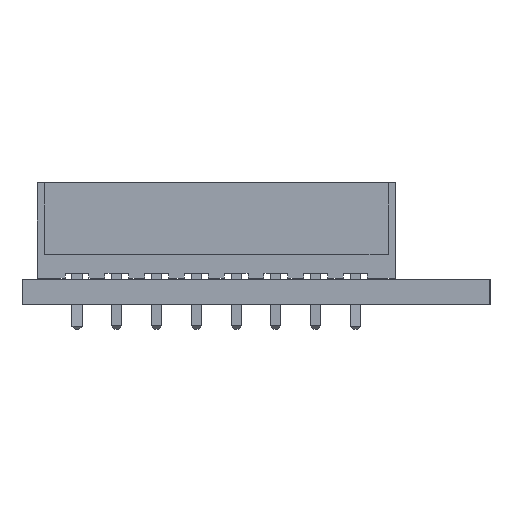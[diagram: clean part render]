
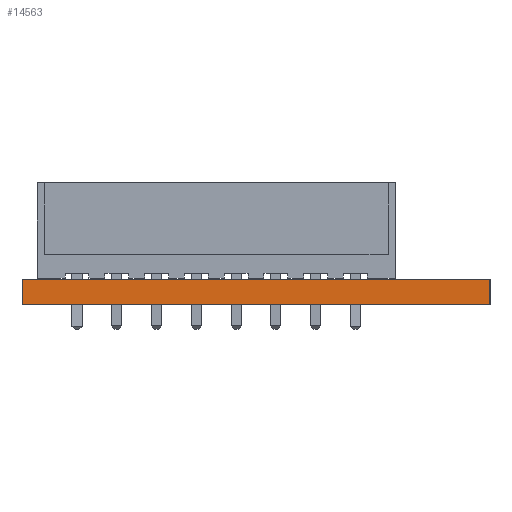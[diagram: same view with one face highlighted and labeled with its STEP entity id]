
A CAD part, left-side view. The second image highlights one B-rep face of the part: STEP entity #14563.
In plain terms, the highlighted planar face has unit normal (-1, 0, 0).
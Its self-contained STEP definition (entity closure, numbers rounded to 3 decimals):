
#14382 = PLANE('',#14383);
#14383 = AXIS2_PLACEMENT_3D('',#14384,#14385,#14386);
#14384 = CARTESIAN_POINT('',(211.77,-110.45,0.));
#14385 = DIRECTION('',(0.,-1.,0.));
#14386 = DIRECTION('',(-1.,0.,0.));
#14407 = VERTEX_POINT('',#14408);
#14408 = CARTESIAN_POINT('',(93.39,-110.45,1.6));
#14422 = PLANE('',#14423);
#14423 = AXIS2_PLACEMENT_3D('',#14424,#14425,#14426);
#14424 = CARTESIAN_POINT('',(152.58,-95.74,1.6));
#14425 = DIRECTION('',(-0.,-0.,-1.));
#14426 = DIRECTION('',(-1.,0.,0.));
#14434 = EDGE_CURVE('',#14435,#14407,#14437,.T.);
#14435 = VERTEX_POINT('',#14436);
#14436 = CARTESIAN_POINT('',(93.39,-110.45,0.));
#14437 = SURFACE_CURVE('',#14438,(#14442,#14449),.PCURVE_S1.);
#14438 = LINE('',#14439,#14440);
#14439 = CARTESIAN_POINT('',(93.39,-110.45,0.));
#14440 = VECTOR('',#14441,1.);
#14441 = DIRECTION('',(0.,0.,1.));
#14442 = PCURVE('',#14382,#14443);
#14443 = DEFINITIONAL_REPRESENTATION('',(#14444),#14448);
#14444 = LINE('',#14445,#14446);
#14445 = CARTESIAN_POINT('',(118.38,0.));
#14446 = VECTOR('',#14447,1.);
#14447 = DIRECTION('',(0.,-1.));
#14448 = ( GEOMETRIC_REPRESENTATION_CONTEXT(2) 
PARAMETRIC_REPRESENTATION_CONTEXT() REPRESENTATION_CONTEXT('2D SPACE',''
  ) );
#14449 = PCURVE('',#14450,#14455);
#14450 = PLANE('',#14451);
#14451 = AXIS2_PLACEMENT_3D('',#14452,#14453,#14454);
#14452 = CARTESIAN_POINT('',(93.39,-110.45,0.));
#14453 = DIRECTION('',(-1.,0.,0.));
#14454 = DIRECTION('',(0.,1.,0.));
#14455 = DEFINITIONAL_REPRESENTATION('',(#14456),#14460);
#14456 = LINE('',#14457,#14458);
#14457 = CARTESIAN_POINT('',(0.,0.));
#14458 = VECTOR('',#14459,1.);
#14459 = DIRECTION('',(0.,-1.));
#14460 = ( GEOMETRIC_REPRESENTATION_CONTEXT(2) 
PARAMETRIC_REPRESENTATION_CONTEXT() REPRESENTATION_CONTEXT('2D SPACE',''
  ) );
#14476 = PLANE('',#14477);
#14477 = AXIS2_PLACEMENT_3D('',#14478,#14479,#14480);
#14478 = CARTESIAN_POINT('',(152.58,-95.74,0.));
#14479 = DIRECTION('',(-0.,-0.,-1.));
#14480 = DIRECTION('',(-1.,0.,0.));
#14509 = PLANE('',#14510);
#14510 = AXIS2_PLACEMENT_3D('',#14511,#14512,#14513);
#14511 = CARTESIAN_POINT('',(93.39,-81.03,0.));
#14512 = DIRECTION('',(0.,1.,0.));
#14513 = DIRECTION('',(1.,0.,0.));
#14563 = ADVANCED_FACE('',(#14564),#14450,.T.);
#14564 = FACE_BOUND('',#14565,.T.);
#14565 = EDGE_LOOP('',(#14566,#14567,#14590,#14613));
#14566 = ORIENTED_EDGE('',*,*,#14434,.T.);
#14567 = ORIENTED_EDGE('',*,*,#14568,.T.);
#14568 = EDGE_CURVE('',#14407,#14569,#14571,.T.);
#14569 = VERTEX_POINT('',#14570);
#14570 = CARTESIAN_POINT('',(93.39,-81.03,1.6));
#14571 = SURFACE_CURVE('',#14572,(#14576,#14583),.PCURVE_S1.);
#14572 = LINE('',#14573,#14574);
#14573 = CARTESIAN_POINT('',(93.39,-110.45,1.6));
#14574 = VECTOR('',#14575,1.);
#14575 = DIRECTION('',(0.,1.,0.));
#14576 = PCURVE('',#14450,#14577);
#14577 = DEFINITIONAL_REPRESENTATION('',(#14578),#14582);
#14578 = LINE('',#14579,#14580);
#14579 = CARTESIAN_POINT('',(0.,-1.6));
#14580 = VECTOR('',#14581,1.);
#14581 = DIRECTION('',(1.,0.));
#14582 = ( GEOMETRIC_REPRESENTATION_CONTEXT(2) 
PARAMETRIC_REPRESENTATION_CONTEXT() REPRESENTATION_CONTEXT('2D SPACE',''
  ) );
#14583 = PCURVE('',#14422,#14584);
#14584 = DEFINITIONAL_REPRESENTATION('',(#14585),#14589);
#14585 = LINE('',#14586,#14587);
#14586 = CARTESIAN_POINT('',(59.19,-14.71));
#14587 = VECTOR('',#14588,1.);
#14588 = DIRECTION('',(0.,1.));
#14589 = ( GEOMETRIC_REPRESENTATION_CONTEXT(2) 
PARAMETRIC_REPRESENTATION_CONTEXT() REPRESENTATION_CONTEXT('2D SPACE',''
  ) );
#14590 = ORIENTED_EDGE('',*,*,#14591,.F.);
#14591 = EDGE_CURVE('',#14592,#14569,#14594,.T.);
#14592 = VERTEX_POINT('',#14593);
#14593 = CARTESIAN_POINT('',(93.39,-81.03,0.));
#14594 = SURFACE_CURVE('',#14595,(#14599,#14606),.PCURVE_S1.);
#14595 = LINE('',#14596,#14597);
#14596 = CARTESIAN_POINT('',(93.39,-81.03,0.));
#14597 = VECTOR('',#14598,1.);
#14598 = DIRECTION('',(0.,0.,1.));
#14599 = PCURVE('',#14450,#14600);
#14600 = DEFINITIONAL_REPRESENTATION('',(#14601),#14605);
#14601 = LINE('',#14602,#14603);
#14602 = CARTESIAN_POINT('',(29.42,0.));
#14603 = VECTOR('',#14604,1.);
#14604 = DIRECTION('',(0.,-1.));
#14605 = ( GEOMETRIC_REPRESENTATION_CONTEXT(2) 
PARAMETRIC_REPRESENTATION_CONTEXT() REPRESENTATION_CONTEXT('2D SPACE',''
  ) );
#14606 = PCURVE('',#14509,#14607);
#14607 = DEFINITIONAL_REPRESENTATION('',(#14608),#14612);
#14608 = LINE('',#14609,#14610);
#14609 = CARTESIAN_POINT('',(0.,0.));
#14610 = VECTOR('',#14611,1.);
#14611 = DIRECTION('',(0.,-1.));
#14612 = ( GEOMETRIC_REPRESENTATION_CONTEXT(2) 
PARAMETRIC_REPRESENTATION_CONTEXT() REPRESENTATION_CONTEXT('2D SPACE',''
  ) );
#14613 = ORIENTED_EDGE('',*,*,#14614,.F.);
#14614 = EDGE_CURVE('',#14435,#14592,#14615,.T.);
#14615 = SURFACE_CURVE('',#14616,(#14620,#14627),.PCURVE_S1.);
#14616 = LINE('',#14617,#14618);
#14617 = CARTESIAN_POINT('',(93.39,-110.45,0.));
#14618 = VECTOR('',#14619,1.);
#14619 = DIRECTION('',(0.,1.,0.));
#14620 = PCURVE('',#14450,#14621);
#14621 = DEFINITIONAL_REPRESENTATION('',(#14622),#14626);
#14622 = LINE('',#14623,#14624);
#14623 = CARTESIAN_POINT('',(0.,0.));
#14624 = VECTOR('',#14625,1.);
#14625 = DIRECTION('',(1.,0.));
#14626 = ( GEOMETRIC_REPRESENTATION_CONTEXT(2) 
PARAMETRIC_REPRESENTATION_CONTEXT() REPRESENTATION_CONTEXT('2D SPACE',''
  ) );
#14627 = PCURVE('',#14476,#14628);
#14628 = DEFINITIONAL_REPRESENTATION('',(#14629),#14633);
#14629 = LINE('',#14630,#14631);
#14630 = CARTESIAN_POINT('',(59.19,-14.71));
#14631 = VECTOR('',#14632,1.);
#14632 = DIRECTION('',(0.,1.));
#14633 = ( GEOMETRIC_REPRESENTATION_CONTEXT(2) 
PARAMETRIC_REPRESENTATION_CONTEXT() REPRESENTATION_CONTEXT('2D SPACE',''
  ) );
